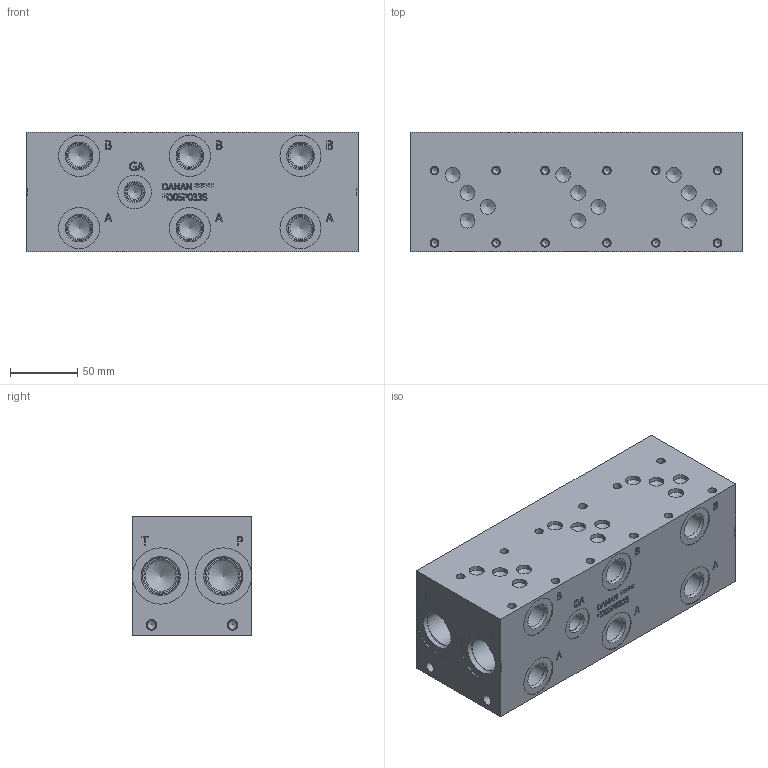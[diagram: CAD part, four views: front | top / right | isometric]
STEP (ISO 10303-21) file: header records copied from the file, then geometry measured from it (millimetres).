
FILE_DESCRIPTION(/* description */ (''),/* implementation_level */ '2;1');
FILE_NAME(/* name */ '_D05P033S.stp',/* time_stamp */ '2020-03-09T13:40:17-04:00',/* author */ ('devonn'),/* organization */ (''),/* preprocessor_version */ 'ST-DEVELOPER v17',/* originating_system */ 'Autodesk Inventor 2019',/* authorisation */ '');
FILE_SCHEMA (('AUTOMOTIVE_DESIGN { 1 0 10303 214 3 1 1 }'));
Length unit declared in the file: millimetre
Products named in the file (1): Part_AD05P033S_3D
Bounding box: 247.65 x 88.9 x 88.9 mm (x, y, z)
Volume: 1824503.1 mm3; surface area: 132036.9 mm2
Topology: 1 solids, 1 shells, 746 faces, 2041 edges, 1384 vertices
Faces by surface type: plane 388, bspline 187, cylinder 99, cone 72
Full cylindrical faces by diameter (mm): 5.105 x12, 6.35 x12, 6.528 x4, 7.925 x4, 10.719 x1, 11.125 x12, 12.9 x1, 14.275 x1, 14.529 x1, 15.875 x6, 17.501 x6, 19.05 x6, 19.253 x6, 23.012 x4, 24.917 x4, 25.019 x1, 26.99 x2, 27 x2, 27.432 x4, 30.632 x6, 42.037 x4
Entity records: 25057 total; most frequent: CARTESIAN_POINT 6564, ORIENTED_EDGE 4004, DIRECTION 3121, EDGE_CURVE 2002, VERTEX_POINT 1384, LINE 1255, VECTOR 1255, AXIS2_PLACEMENT_3D 933
